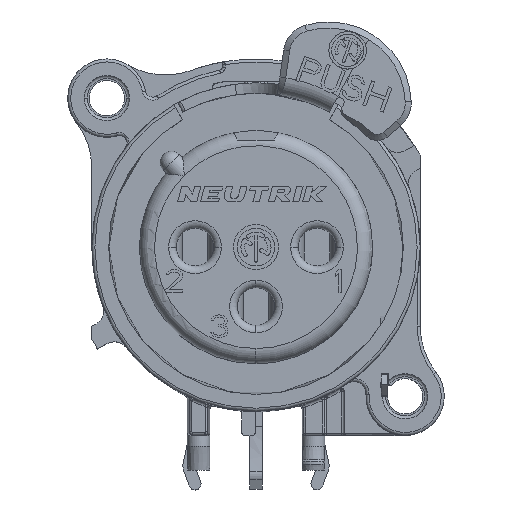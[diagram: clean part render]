
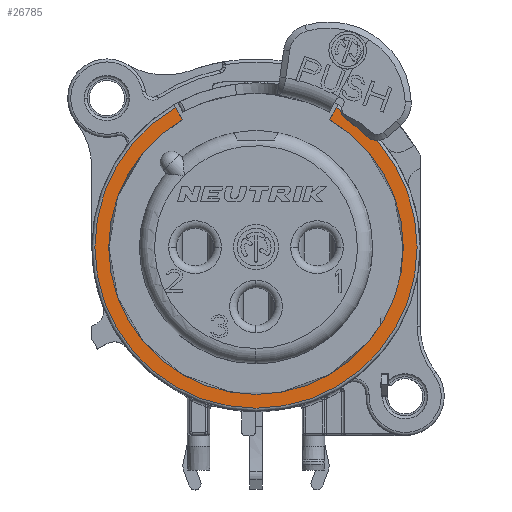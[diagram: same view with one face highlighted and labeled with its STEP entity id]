
A CAD part, top view. The second image highlights one B-rep face of the part: STEP entity #26785.
In plain terms, the highlighted planar face has unit normal (0, 0, 1).
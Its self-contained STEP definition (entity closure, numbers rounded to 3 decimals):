
#3473=CARTESIAN_POINT('',(0.,0.,8.2));
#3474=DIRECTION('',(0.,0.,-1.));
#3475=DIRECTION('',(0.5,0.866,0.));
#3476=AXIS2_PLACEMENT_3D('',#3473,#3474,#3475);
#5759=DIRECTION('',(-0.5,0.866,0.));
#5760=VECTOR('',#5759,0.92);
#5761=CARTESIAN_POINT('',(-4.89,8.47,8.2));
#5762=LINE('',#5761,#5760);
#5763=DIRECTION('',(-0.5,-0.866,0.));
#5764=VECTOR('',#5763,0.92);
#5765=CARTESIAN_POINT('',(5.35,9.266,8.2));
#5766=LINE('',#5765,#5764);
#5767=CARTESIAN_POINT('',(0.,0.,8.2));
#5768=DIRECTION('',(0.,0.,-1.));
#5769=DIRECTION('',(0.5,0.866,0.));
#5770=AXIS2_PLACEMENT_3D('',#5767,#5768,#5769);
#16215=CARTESIAN_POINT('',(4.89,8.47,8.2));
#16216=CARTESIAN_POINT('',(-4.89,8.47,8.2));
#16217=VERTEX_POINT('',#16215);
#16218=VERTEX_POINT('',#16216);
#17316=CARTESIAN_POINT('',(5.35,9.266,8.2));
#17317=CARTESIAN_POINT('',(-5.35,9.266,8.2));
#17318=VERTEX_POINT('',#17316);
#17319=VERTEX_POINT('',#17317);
#26772=CARTESIAN_POINT('',(0.,0.,8.2));
#26773=DIRECTION('',(0.,0.,1.));
#26774=DIRECTION('',(0.,-1.,0.));
#26775=AXIS2_PLACEMENT_3D('',#26772,#26773,#26774);
#26776=PLANE('',#26775);
#26778=ORIENTED_EDGE('',*,*,#26777,.T.);
#26779=ORIENTED_EDGE('',*,*,#26763,.F.);
#26780=ORIENTED_EDGE('',*,*,#23821,.F.);
#26782=ORIENTED_EDGE('',*,*,#26781,.F.);
#26783=EDGE_LOOP('',(#26778,#26779,#26780,#26782));
#26784=FACE_OUTER_BOUND('',#26783,.F.);
#3477=CIRCLE('',#3476,9.78);
#5771=CIRCLE('',#5770,10.7);
#23821=EDGE_CURVE('',#16217,#16218,#3477,.T.);
#26763=EDGE_CURVE('',#16218,#17319,#5762,.T.);
#26777=EDGE_CURVE('',#17318,#17319,#5771,.T.);
#26781=EDGE_CURVE('',#17318,#16217,#5766,.T.);
#26785=ADVANCED_FACE('',(#26784),#26776,.T.);
